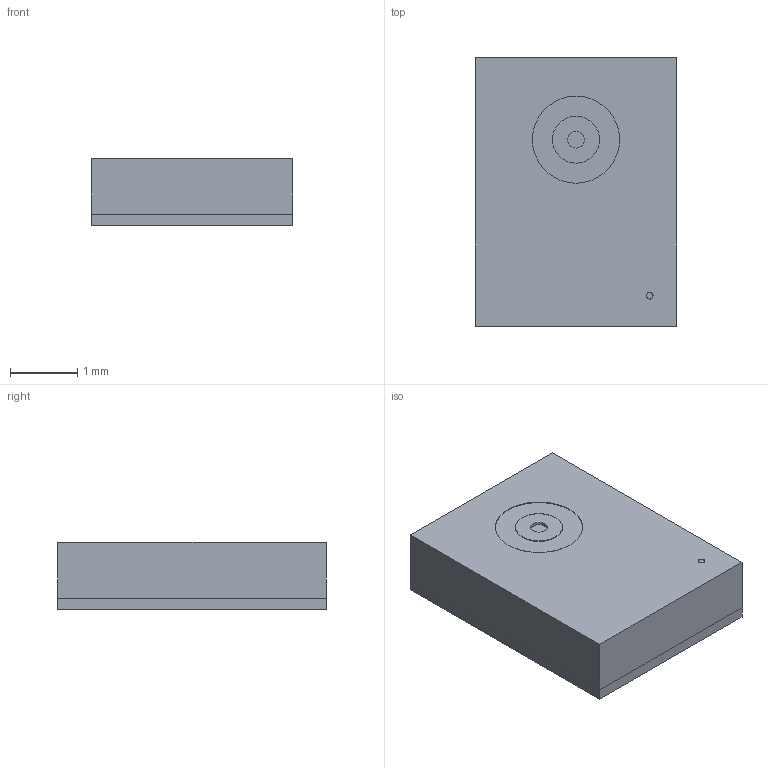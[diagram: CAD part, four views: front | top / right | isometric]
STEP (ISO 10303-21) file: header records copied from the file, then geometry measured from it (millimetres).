
FILE_DESCRIPTION(/* description */ ('Unknown'),/* implementation_level */ '2;1');
FILE_NAME(/* name */ 'MP34DT05-A',/* time_stamp */ '2023-11-09T08:31:27+02:00',/* author */ ('Unknown'),/* organization */ ('Unknown'),/* preprocessor_version */ 'ST-DEVELOPER v18.102',/* originating_system */ 'Solid Edge',/* authorisation */ 'Unknown');
FILE_SCHEMA (('AUTOMOTIVE_DESIGN {1 0 10303 214 3 1 1}'));
Length unit declared in the file: millimetre
Products named in the file (1): MP34DT05-A
Bounding box: 3 x 4 x 1 mm (x, y, z)
Volume: 12 mm3; surface area: 38.1 mm2
Topology: 1 solids, 1 shells, 24 faces, 61 edges, 49 vertices
Faces by surface type: plane 20, cylinder 4
Full cylindrical faces by diameter (mm): 0.101 x1, 0.25 x1, 0.7 x1, 1.3 x1
Entity records: 930 total; most frequent: CARTESIAN_POINT 131, DIRECTION 119, ORIENTED_EDGE 114, EDGE_CURVE 57, VERTEX_POINT 49, LINE 45, VECTOR 45, EDGE_LOOP 38
